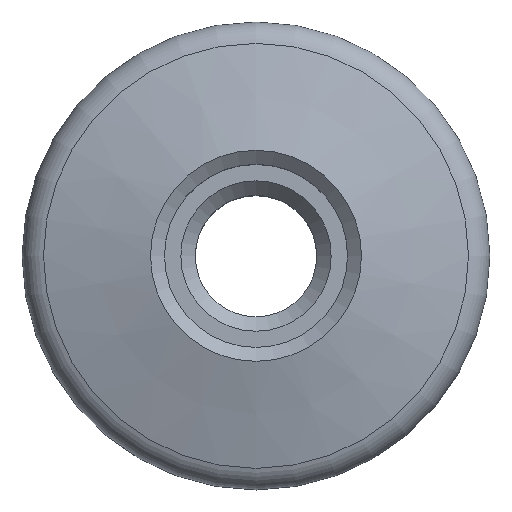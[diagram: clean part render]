
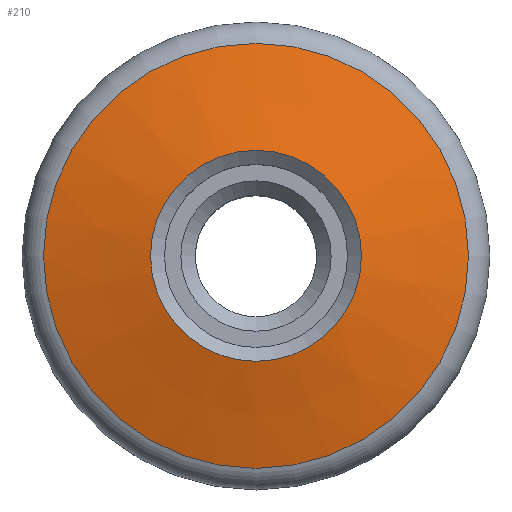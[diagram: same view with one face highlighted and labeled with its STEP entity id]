
A CAD part, top view. The second image highlights one B-rep face of the part: STEP entity #210.
In plain terms, the highlighted conical face has half-angle 75 degrees and reference radius 10.581 mm.
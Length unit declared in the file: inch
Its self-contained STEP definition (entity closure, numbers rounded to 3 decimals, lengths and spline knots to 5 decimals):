
#34=FACE_OUTER_BOUND('',#50,.T.);
#50=EDGE_LOOP('',(#171,#172,#173,#174,#175,#176));
#63=LINE('',#387,#73);
#73=VECTOR('',#320,0.41658);
#86=CIRCLE('',#255,0.21898);
#87=CIRCLE('',#256,0.21898);
#89=CIRCLE('',#259,0.44103);
#90=CIRCLE('',#260,0.44103);
#104=VERTEX_POINT('',#378);
#105=VERTEX_POINT('',#379);
#107=VERTEX_POINT('',#386);
#108=VERTEX_POINT('',#388);
#126=EDGE_CURVE('',#104,#105,#86,.T.);
#127=EDGE_CURVE('',#105,#104,#87,.T.);
#130=EDGE_CURVE('',#105,#107,#63,.T.);
#131=EDGE_CURVE('',#108,#107,#89,.T.);
#132=EDGE_CURVE('',#107,#108,#90,.T.);
#171=ORIENTED_EDGE('',*,*,#126,.F.);
#172=ORIENTED_EDGE('',*,*,#127,.F.);
#173=ORIENTED_EDGE('',*,*,#130,.T.);
#174=ORIENTED_EDGE('',*,*,#131,.F.);
#175=ORIENTED_EDGE('',*,*,#132,.F.);
#176=ORIENTED_EDGE('',*,*,#130,.F.);
#200=CONICAL_SURFACE('',#258,0.41658,1.309);
#210=ADVANCED_FACE('',(#34),#200,.T.);
#255=AXIS2_PLACEMENT_3D('',#380,#311,#312);
#256=AXIS2_PLACEMENT_3D('',#381,#313,#314);
#258=AXIS2_PLACEMENT_3D('',#385,#318,#319);
#259=AXIS2_PLACEMENT_3D('',#389,#321,#322);
#260=AXIS2_PLACEMENT_3D('',#390,#323,#324);
#311=DIRECTION('center_axis',(0.,0.,1.));
#312=DIRECTION('ref_axis',(-1.,0.,0.));
#313=DIRECTION('center_axis',(0.,0.,1.));
#314=DIRECTION('ref_axis',(-1.,0.,0.));
#318=DIRECTION('center_axis',(0.,0.,-1.));
#319=DIRECTION('ref_axis',(0.,-1.,0.));
#320=DIRECTION('',(0.,0.966,-0.259));
#321=DIRECTION('center_axis',(0.,0.,-1.));
#322=DIRECTION('ref_axis',(-1.,0.,0.));
#323=DIRECTION('center_axis',(0.,0.,-1.));
#324=DIRECTION('ref_axis',(-1.,0.,0.));
#378=CARTESIAN_POINT('',(0.21898,0.,0.80474));
#379=CARTESIAN_POINT('',(0.,0.21898,0.80474));
#380=CARTESIAN_POINT('Origin',(0.,0.,0.80474));
#381=CARTESIAN_POINT('Origin',(0.,0.,0.80474));
#385=CARTESIAN_POINT('Origin',(0.,0.,0.75179));
#386=CARTESIAN_POINT('',(0.,0.44103,0.74524));
#387=CARTESIAN_POINT('',(0.,0.41658,0.75179));
#388=CARTESIAN_POINT('',(0.44103,0.,0.74524));
#389=CARTESIAN_POINT('Origin',(0.,0.,0.74524));
#390=CARTESIAN_POINT('Origin',(0.,0.,0.74524));
